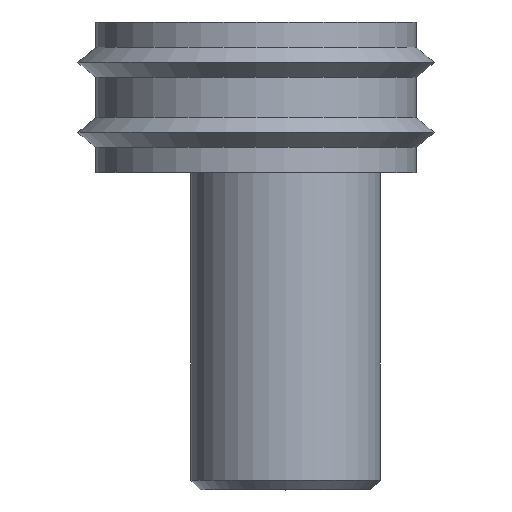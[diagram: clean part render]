
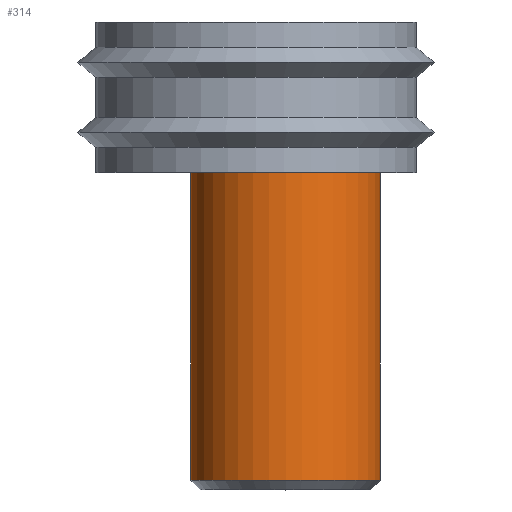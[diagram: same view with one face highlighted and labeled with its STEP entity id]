
A CAD part, top view. The second image highlights one B-rep face of the part: STEP entity #314.
In plain terms, the highlighted cylindrical face has radius 8 mm (diameter 16 mm), a partial arc.
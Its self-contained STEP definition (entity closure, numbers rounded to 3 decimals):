
#214=VERTEX_POINT('',#556);
#220=VERTEX_POINT('',#562);
#298=VERTEX_POINT('',#649);
#314=ADVANCED_FACE('',(#666),#667,.T.);
#340=EDGE_CURVE('',#298,#370,#696,.T.);
#356=EDGE_CURVE('',#298,#220,#718,.T.);
#370=VERTEX_POINT('',#736);
#392=EDGE_CURVE('',#214,#370,#762,.T.);
#438=EDGE_CURVE('',#220,#214,#816,.T.);
#556=CARTESIAN_POINT('',(10.5,-25.988,0.0));
#562=CARTESIAN_POINT('',(-5.5,-25.988,0.));
#649=CARTESIAN_POINT('',(-5.5,2.54,0.));
#666=FACE_OUTER_BOUND('',#1088,.T.);
#667=CYLINDRICAL_SURFACE('',#1089,8.0);
#696=CIRCLE('',#1125,8.0);
#718=LINE('',#1149,#1150);
#736=CARTESIAN_POINT('',(10.5,2.54,0.0));
#762=LINE('',#1206,#1207);
#816=CIRCLE('',#1280,8.0);
#1088=EDGE_LOOP('',(#1539,#1540,#1541,#1542));
#1089=AXIS2_PLACEMENT_3D('',#1543,#1544,#1545);
#1125=AXIS2_PLACEMENT_3D('',#1580,#1581,#1582);
#1149=CARTESIAN_POINT('',(-5.5,-12.13,0.));
#1150=VECTOR('',#1626,1.0);
#1206=CARTESIAN_POINT('',(10.5,-12.13,0.));
#1207=VECTOR('',#1692,1.0);
#1280=AXIS2_PLACEMENT_3D('',#1768,#1769,#1770);
#1539=ORIENTED_EDGE('',*,*,#392,.T.);
#1540=ORIENTED_EDGE('',*,*,#340,.F.);
#1541=ORIENTED_EDGE('',*,*,#356,.T.);
#1542=ORIENTED_EDGE('',*,*,#438,.T.);
#1543=CARTESIAN_POINT('',(2.5,-12.13,0.0));
#1544=DIRECTION('',(0.0,-1.0,-0.0));
#1545=DIRECTION('',(1.0,0.0,0.0));
#1580=CARTESIAN_POINT('',(2.5,2.54,0.0));
#1581=DIRECTION('',(-0.0,1.0,0.0));
#1582=DIRECTION('',(1.0,0.0,0.0));
#1626=DIRECTION('',(-0.0,-1.0,-0.0));
#1692=DIRECTION('',(0.0,1.0,0.0));
#1768=CARTESIAN_POINT('',(2.5,-25.988,0.0));
#1769=DIRECTION('',(0.,1.0,0.0));
#1770=DIRECTION('',(1.0,0.,0.0));
